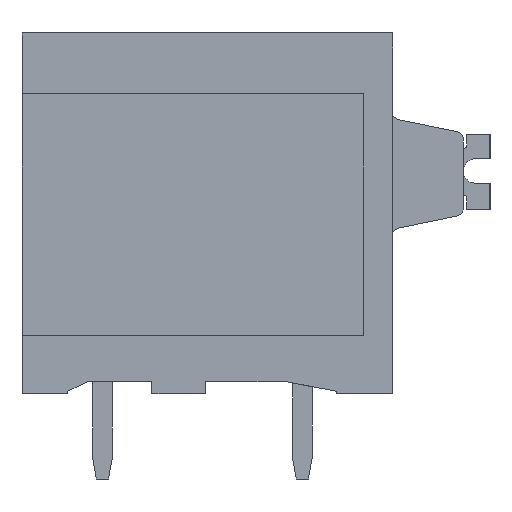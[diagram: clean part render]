
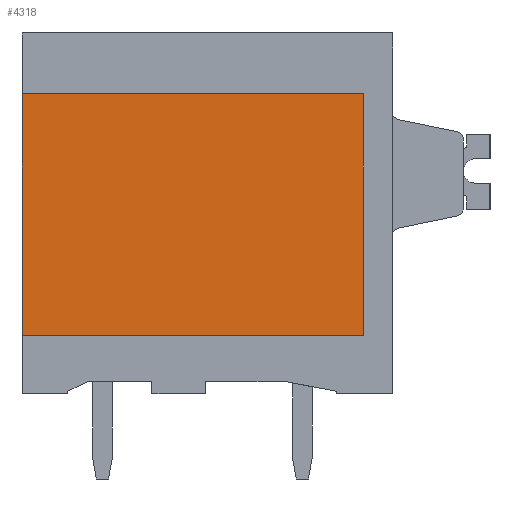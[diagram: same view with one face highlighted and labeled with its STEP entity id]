
A CAD part, left-side view. The second image highlights one B-rep face of the part: STEP entity #4318.
In plain terms, the highlighted planar face has unit normal (-1, 0, 0).
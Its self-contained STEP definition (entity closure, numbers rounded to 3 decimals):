
#4298=AXIS2_PLACEMENT_3D('Plane Axis2P3D',#4295,#4296,#4297) ;
#951=CARTESIAN_POINT('Vertex',(1.1,19.2,5.9)) ;
#954=CARTESIAN_POINT('Line Origine',(1.1,19.2,10.85)) ;
#958=CARTESIAN_POINT('Vertex',(1.1,19.2,15.8)) ;
#4279=CARTESIAN_POINT('Vertex',(1.1,5.2,5.9)) ;
#4282=CARTESIAN_POINT('Line Origine',(1.1,12.2,5.9)) ;
#4295=CARTESIAN_POINT('Axis2P3D Location',(1.1,0.,0.)) ;
#4300=CARTESIAN_POINT('Line Origine',(1.1,5.2,10.85)) ;
#4304=CARTESIAN_POINT('Vertex',(1.1,5.2,15.8)) ;
#4307=CARTESIAN_POINT('Line Origine',(1.1,12.2,15.8)) ;
#955=DIRECTION('Vector Direction',(0.,0.,1.)) ;
#4283=DIRECTION('Vector Direction',(0.,1.,0.)) ;
#4296=DIRECTION('Axis2P3D Direction',(-1.,0.,0.)) ;
#4297=DIRECTION('Axis2P3D XDirection',(0.,-1.,0.)) ;
#4301=DIRECTION('Vector Direction',(0.,0.,1.)) ;
#4308=DIRECTION('Vector Direction',(0.,1.,0.)) ;
#956=VECTOR('Line Direction',#955,1.) ;
#4284=VECTOR('Line Direction',#4283,1.) ;
#4302=VECTOR('Line Direction',#4301,1.) ;
#4309=VECTOR('Line Direction',#4308,1.) ;
#4313=ORIENTED_EDGE('',*,*,#4286,.F.) ;
#4314=ORIENTED_EDGE('',*,*,#4306,.T.) ;
#4315=ORIENTED_EDGE('',*,*,#4311,.T.) ;
#4316=ORIENTED_EDGE('',*,*,#960,.F.) ;
#4318=ADVANCED_FACE('Housing',(#4317),#4299,.T.) ;
#960=EDGE_CURVE('',#952,#959,#957,.T.) ;
#4286=EDGE_CURVE('',#4280,#952,#4285,.T.) ;
#4306=EDGE_CURVE('',#4280,#4305,#4303,.T.) ;
#4311=EDGE_CURVE('',#4305,#959,#4310,.T.) ;
#4312=EDGE_LOOP('',(#4313,#4314,#4315,#4316)) ;
#4317=FACE_OUTER_BOUND('',#4312,.T.) ;
#957=LINE('Line',#954,#956) ;
#4285=LINE('Line',#4282,#4284) ;
#4303=LINE('Line',#4300,#4302) ;
#4310=LINE('Line',#4307,#4309) ;
#4299=PLANE('',#4298) ;
#952=VERTEX_POINT('',#951) ;
#959=VERTEX_POINT('',#958) ;
#4280=VERTEX_POINT('',#4279) ;
#4305=VERTEX_POINT('',#4304) ;
